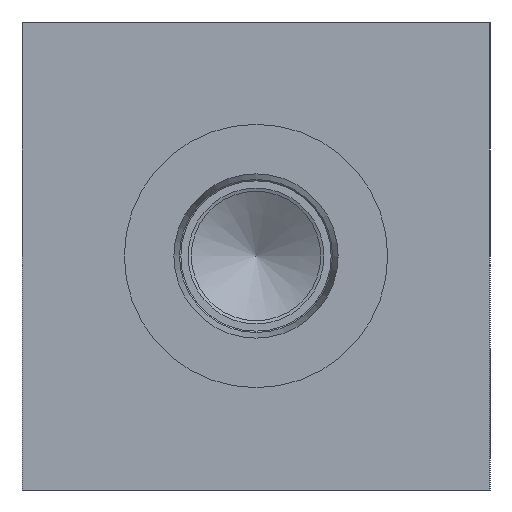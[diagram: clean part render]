
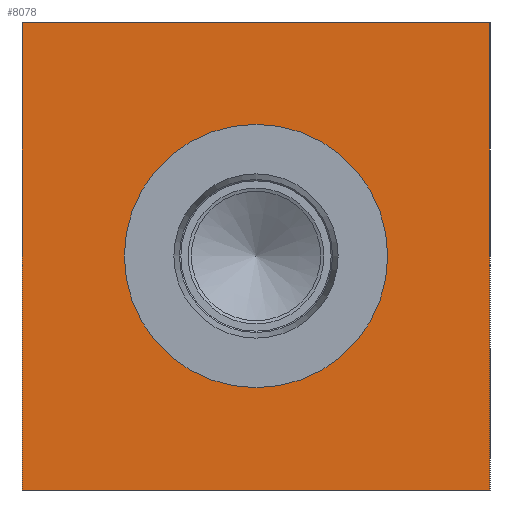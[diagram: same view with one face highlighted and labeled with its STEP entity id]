
A CAD part, left-side view. The second image highlights one B-rep face of the part: STEP entity #8078.
In plain terms, the highlighted planar face has unit normal (-1, 0, 0).
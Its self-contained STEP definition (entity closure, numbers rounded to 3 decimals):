
#187=CIRCLE('',#8456,12.51);
#188=CIRCLE('',#8457,12.51);
#596=FACE_BOUND('',#1479,.T.);
#1015=FACE_OUTER_BOUND('',#1478,.T.);
#1478=EDGE_LOOP('',(#7073,#7074,#7075,#7076));
#1479=EDGE_LOOP('',(#7077,#7078));
#1875=LINE('',#11197,#2633);
#2245=LINE('',#13848,#3003);
#2246=LINE('',#13849,#3004);
#2247=LINE('',#13850,#3005);
#2633=VECTOR('',#9223,10.);
#3003=VECTOR('',#10271,10.);
#3004=VECTOR('',#10272,10.);
#3005=VECTOR('',#10273,10.);
#3273=VERTEX_POINT('',#11190);
#3276=VERTEX_POINT('',#11195);
#3691=VERTEX_POINT('',#13626);
#3692=VERTEX_POINT('',#13627);
#3761=VERTEX_POINT('',#13846);
#3762=VERTEX_POINT('',#13847);
#4161=EDGE_CURVE('',#3276,#3273,#1875,.T.);
#4768=EDGE_CURVE('',#3691,#3692,#187,.T.);
#4769=EDGE_CURVE('',#3692,#3691,#188,.T.);
#4875=EDGE_CURVE('',#3761,#3762,#2245,.T.);
#4876=EDGE_CURVE('',#3762,#3273,#2246,.T.);
#4877=EDGE_CURVE('',#3761,#3276,#2247,.T.);
#7073=ORIENTED_EDGE('',*,*,#4875,.T.);
#7074=ORIENTED_EDGE('',*,*,#4876,.T.);
#7075=ORIENTED_EDGE('',*,*,#4161,.F.);
#7076=ORIENTED_EDGE('',*,*,#4877,.F.);
#7077=ORIENTED_EDGE('',*,*,#4768,.T.);
#7078=ORIENTED_EDGE('',*,*,#4769,.T.);
#7354=PLANE('',#8569);
#8078=ADVANCED_FACE('',(#1015,#596),#7354,.T.);
#8456=AXIS2_PLACEMENT_3D('',#13628,#10007,#10008);
#8457=AXIS2_PLACEMENT_3D('',#13629,#10009,#10010);
#8569=AXIS2_PLACEMENT_3D('',#13845,#10269,#10270);
#9223=DIRECTION('',(0.,-1.,0.));
#10007=DIRECTION('center_axis',(1.,0.,0.));
#10008=DIRECTION('ref_axis',(0.,0.,1.));
#10009=DIRECTION('center_axis',(1.,0.,0.));
#10010=DIRECTION('ref_axis',(0.,0.,1.));
#10269=DIRECTION('center_axis',(-1.,0.,0.));
#10270=DIRECTION('ref_axis',(0.,-1.,0.));
#10271=DIRECTION('',(0.,-1.,0.));
#10272=DIRECTION('',(0.,0.,1.));
#10273=DIRECTION('',(0.,0.,1.));
#11190=CARTESIAN_POINT('',(0.,0.,44.45));
#11195=CARTESIAN_POINT('',(0.,44.45,44.45));
#11197=CARTESIAN_POINT('',(0.,44.45,44.45));
#13626=CARTESIAN_POINT('',(0.,22.225,34.735));
#13627=CARTESIAN_POINT('',(0.,22.225,9.716));
#13628=CARTESIAN_POINT('Origin',(0.,22.225,22.225));
#13629=CARTESIAN_POINT('Origin',(0.,22.225,22.225));
#13845=CARTESIAN_POINT('Origin',(0.,44.45,0.));
#13846=CARTESIAN_POINT('',(0.,44.45,0.));
#13847=CARTESIAN_POINT('',(0.,0.,0.));
#13848=CARTESIAN_POINT('',(0.,44.45,0.));
#13849=CARTESIAN_POINT('',(0.,0.,0.));
#13850=CARTESIAN_POINT('',(0.,44.45,0.));
